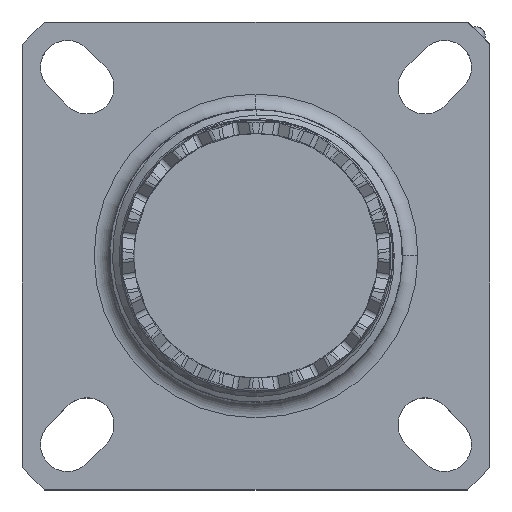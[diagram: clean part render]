
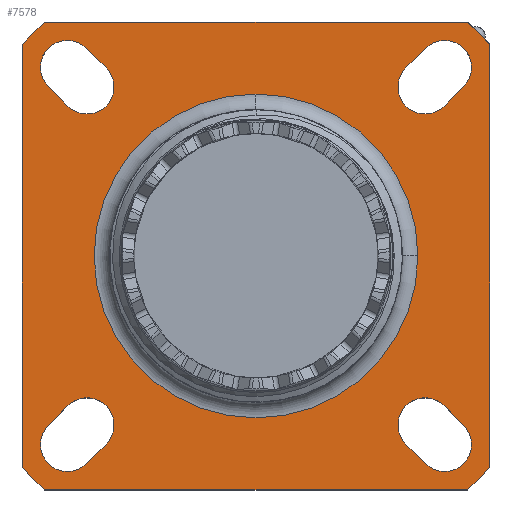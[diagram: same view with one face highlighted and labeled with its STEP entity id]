
A CAD part, top view. The second image highlights one B-rep face of the part: STEP entity #7578.
In plain terms, the highlighted planar face has unit normal (0, 0, 1).
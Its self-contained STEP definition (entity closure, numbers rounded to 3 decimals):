
#1059=CARTESIAN_POINT('',(0.,0.,3.545));
#1060=DIRECTION('',(0.,0.,1.));
#1061=DIRECTION('',(-0.67,0.742,0.));
#1062=AXIS2_PLACEMENT_3D('',#1059,#1060,#1061);
#1064=DIRECTION('',(-1.,0.,0.));
#1065=VECTOR('',#1064,25.799);
#1066=CARTESIAN_POINT('',(12.9,14.275,3.545));
#1067=LINE('',#1066,#1065);
#1068=CARTESIAN_POINT('',(0.,0.,3.545));
#1069=DIRECTION('',(0.,0.,1.));
#1070=DIRECTION('',(0.742,0.67,0.));
#1071=AXIS2_PLACEMENT_3D('',#1068,#1069,#1070);
#1073=DIRECTION('',(0.,1.,0.));
#1074=VECTOR('',#1073,25.799);
#1075=CARTESIAN_POINT('',(14.275,-12.9,3.545));
#1076=LINE('',#1075,#1074);
#1077=CARTESIAN_POINT('',(0.,0.,3.545));
#1078=DIRECTION('',(0.,0.,1.));
#1079=DIRECTION('',(0.67,-0.742,0.));
#1080=AXIS2_PLACEMENT_3D('',#1077,#1078,#1079);
#1082=DIRECTION('',(1.,0.,0.));
#1083=VECTOR('',#1082,25.799);
#1084=CARTESIAN_POINT('',(-12.9,-14.275,3.545));
#1085=LINE('',#1084,#1083);
#1086=CARTESIAN_POINT('',(0.,0.,3.545));
#1087=DIRECTION('',(0.,0.,1.));
#1088=DIRECTION('',(-0.742,-0.67,0.));
#1089=AXIS2_PLACEMENT_3D('',#1086,#1087,#1088);
#1091=DIRECTION('',(0.,-1.,0.));
#1092=VECTOR('',#1091,25.799);
#1093=CARTESIAN_POINT('',(-14.275,12.9,3.545));
#1094=LINE('',#1093,#1092);
#1095=CARTESIAN_POINT('',(11.505,-11.505,3.545));
#1096=DIRECTION('',(0.,0.,1.));
#1097=DIRECTION('',(-0.707,-0.707,0.));
#1098=AXIS2_PLACEMENT_3D('',#1095,#1096,#1097);
#1100=DIRECTION('',(-0.707,0.707,0.));
#1101=VECTOR('',#1100,1.69);
#1102=CARTESIAN_POINT('',(12.672,-10.338,3.545));
#1103=LINE('',#1102,#1101);
#1104=CARTESIAN_POINT('',(10.31,-10.31,3.545));
#1105=DIRECTION('',(0.,0.,1.));
#1106=DIRECTION('',(0.707,0.707,0.));
#1107=AXIS2_PLACEMENT_3D('',#1104,#1105,#1106);
#1109=DIRECTION('',(0.707,-0.707,0.));
#1110=VECTOR('',#1109,1.69);
#1111=CARTESIAN_POINT('',(9.143,-11.477,3.545));
#1112=LINE('',#1111,#1110);
#1113=CARTESIAN_POINT('',(11.505,11.505,3.545));
#1114=DIRECTION('',(0.,0.,1.));
#1115=DIRECTION('',(0.707,-0.707,0.));
#1116=AXIS2_PLACEMENT_3D('',#1113,#1114,#1115);
#1118=DIRECTION('',(-0.707,-0.707,0.));
#1119=VECTOR('',#1118,1.69);
#1120=CARTESIAN_POINT('',(10.338,12.672,3.545));
#1121=LINE('',#1120,#1119);
#1122=CARTESIAN_POINT('',(10.31,10.31,3.545));
#1123=DIRECTION('',(0.,0.,1.));
#1124=DIRECTION('',(-0.707,0.707,0.));
#1125=AXIS2_PLACEMENT_3D('',#1122,#1123,#1124);
#1127=DIRECTION('',(0.707,0.707,0.));
#1128=VECTOR('',#1127,1.69);
#1129=CARTESIAN_POINT('',(11.477,9.143,3.545));
#1130=LINE('',#1129,#1128);
#1131=CARTESIAN_POINT('',(-11.505,11.505,3.545));
#1132=DIRECTION('',(0.,0.,1.));
#1133=DIRECTION('',(0.707,0.707,0.));
#1134=AXIS2_PLACEMENT_3D('',#1131,#1132,#1133);
#1136=DIRECTION('',(0.707,-0.707,0.));
#1137=VECTOR('',#1136,1.69);
#1138=CARTESIAN_POINT('',(-12.672,10.338,3.545));
#1139=LINE('',#1138,#1137);
#1140=CARTESIAN_POINT('',(-10.31,10.31,3.545));
#1141=DIRECTION('',(0.,0.,1.));
#1142=DIRECTION('',(-0.707,-0.707,0.));
#1143=AXIS2_PLACEMENT_3D('',#1140,#1141,#1142);
#1145=DIRECTION('',(-0.707,0.707,0.));
#1146=VECTOR('',#1145,1.69);
#1147=CARTESIAN_POINT('',(-9.143,11.477,3.545));
#1148=LINE('',#1147,#1146);
#1149=CARTESIAN_POINT('',(-11.505,-11.505,3.545));
#1150=DIRECTION('',(0.,0.,1.));
#1151=DIRECTION('',(-0.707,0.707,0.));
#1152=AXIS2_PLACEMENT_3D('',#1149,#1150,#1151);
#1154=DIRECTION('',(0.707,0.707,0.));
#1155=VECTOR('',#1154,1.69);
#1156=CARTESIAN_POINT('',(-10.338,-12.672,3.545));
#1157=LINE('',#1156,#1155);
#1158=CARTESIAN_POINT('',(-10.31,-10.31,3.545));
#1159=DIRECTION('',(0.,0.,1.));
#1160=DIRECTION('',(0.707,-0.707,0.));
#1161=AXIS2_PLACEMENT_3D('',#1158,#1159,#1160);
#1163=DIRECTION('',(-0.707,-0.707,0.));
#1164=VECTOR('',#1163,1.69);
#1165=CARTESIAN_POINT('',(-11.477,-9.143,3.545));
#1166=LINE('',#1165,#1164);
#1167=CARTESIAN_POINT('',(0.,0.,3.545));
#1168=DIRECTION('',(0.,0.,-1.));
#1169=DIRECTION('',(0.,1.,0.));
#1170=AXIS2_PLACEMENT_3D('',#1167,#1168,#1169);
#1172=CARTESIAN_POINT('',(0.,0.,3.545));
#1173=DIRECTION('',(0.,0.,-1.));
#1174=DIRECTION('',(1.,0.,0.));
#1175=AXIS2_PLACEMENT_3D('',#1172,#1173,#1174);
#5700=CARTESIAN_POINT('',(-14.275,12.9,3.545));
#5701=CARTESIAN_POINT('',(-14.275,-12.9,3.545));
#5702=VERTEX_POINT('',#5700);
#5703=VERTEX_POINT('',#5701);
#5704=CARTESIAN_POINT('',(-12.9,-14.275,3.545));
#5705=CARTESIAN_POINT('',(12.9,-14.275,3.545));
#5706=VERTEX_POINT('',#5704);
#5707=VERTEX_POINT('',#5705);
#5708=CARTESIAN_POINT('',(14.275,-12.9,3.545));
#5709=CARTESIAN_POINT('',(14.275,12.9,3.545));
#5710=VERTEX_POINT('',#5708);
#5711=VERTEX_POINT('',#5709);
#5712=CARTESIAN_POINT('',(12.9,14.275,3.545));
#5713=CARTESIAN_POINT('',(-12.9,14.275,3.545));
#5714=VERTEX_POINT('',#5712);
#5715=VERTEX_POINT('',#5713);
#5748=CARTESIAN_POINT('',(10.338,-12.672,3.545));
#5749=CARTESIAN_POINT('',(12.672,-10.338,3.545));
#5750=VERTEX_POINT('',#5748);
#5751=VERTEX_POINT('',#5749);
#5752=CARTESIAN_POINT('',(11.477,-9.143,3.545));
#5753=VERTEX_POINT('',#5752);
#5754=CARTESIAN_POINT('',(9.143,-11.477,3.545));
#5755=VERTEX_POINT('',#5754);
#5756=CARTESIAN_POINT('',(12.672,10.338,3.545));
#5757=CARTESIAN_POINT('',(10.338,12.672,3.545));
#5758=VERTEX_POINT('',#5756);
#5759=VERTEX_POINT('',#5757);
#5760=CARTESIAN_POINT('',(9.143,11.477,3.545));
#5761=VERTEX_POINT('',#5760);
#5762=CARTESIAN_POINT('',(11.477,9.143,3.545));
#5763=VERTEX_POINT('',#5762);
#5764=CARTESIAN_POINT('',(-10.338,12.672,3.545));
#5765=CARTESIAN_POINT('',(-12.672,10.338,3.545));
#5766=VERTEX_POINT('',#5764);
#5767=VERTEX_POINT('',#5765);
#5768=CARTESIAN_POINT('',(-11.477,9.143,3.545));
#5769=VERTEX_POINT('',#5768);
#5770=CARTESIAN_POINT('',(-9.143,11.477,3.545));
#5771=VERTEX_POINT('',#5770);
#5772=CARTESIAN_POINT('',(-12.672,-10.338,3.545));
#5773=CARTESIAN_POINT('',(-10.338,-12.672,3.545));
#5774=VERTEX_POINT('',#5772);
#5775=VERTEX_POINT('',#5773);
#5776=CARTESIAN_POINT('',(-9.143,-11.477,3.545));
#5777=VERTEX_POINT('',#5776);
#5778=CARTESIAN_POINT('',(-11.477,-9.143,3.545));
#5779=VERTEX_POINT('',#5778);
#6262=CARTESIAN_POINT('',(0.,9.876,3.545));
#6263=CARTESIAN_POINT('',(9.876,0.,3.545));
#6264=VERTEX_POINT('',#6262);
#6265=VERTEX_POINT('',#6263);
#7517=CARTESIAN_POINT('',(0.,0.,3.545));
#7518=DIRECTION('',(0.,0.,1.));
#7519=DIRECTION('',(1.,0.,0.));
#7520=AXIS2_PLACEMENT_3D('',#7517,#7518,#7519);
#7521=PLANE('',#7520);
#7522=ORIENTED_EDGE('',*,*,#7407,.F.);
#7523=ORIENTED_EDGE('',*,*,#7422,.F.);
#7524=ORIENTED_EDGE('',*,*,#7436,.F.);
#7525=ORIENTED_EDGE('',*,*,#7456,.F.);
#7526=ORIENTED_EDGE('',*,*,#7470,.F.);
#7527=ORIENTED_EDGE('',*,*,#7484,.F.);
#7528=ORIENTED_EDGE('',*,*,#7498,.F.);
#7529=ORIENTED_EDGE('',*,*,#7511,.F.);
#7530=EDGE_LOOP('',(#7522,#7523,#7524,#7525,#7526,#7527,#7528,#7529));
#7531=FACE_OUTER_BOUND('',#7530,.F.);
#7533=ORIENTED_EDGE('',*,*,#7532,.T.);
#7535=ORIENTED_EDGE('',*,*,#7534,.T.);
#7537=ORIENTED_EDGE('',*,*,#7536,.T.);
#7539=ORIENTED_EDGE('',*,*,#7538,.T.);
#7540=EDGE_LOOP('',(#7533,#7535,#7537,#7539));
#7541=FACE_BOUND('',#7540,.F.);
#7543=ORIENTED_EDGE('',*,*,#7542,.T.);
#7545=ORIENTED_EDGE('',*,*,#7544,.T.);
#7547=ORIENTED_EDGE('',*,*,#7546,.T.);
#7549=ORIENTED_EDGE('',*,*,#7548,.T.);
#7550=EDGE_LOOP('',(#7543,#7545,#7547,#7549));
#7551=FACE_BOUND('',#7550,.F.);
#7553=ORIENTED_EDGE('',*,*,#7552,.T.);
#7555=ORIENTED_EDGE('',*,*,#7554,.T.);
#7557=ORIENTED_EDGE('',*,*,#7556,.T.);
#7559=ORIENTED_EDGE('',*,*,#7558,.T.);
#7560=EDGE_LOOP('',(#7553,#7555,#7557,#7559));
#7561=FACE_BOUND('',#7560,.F.);
#7563=ORIENTED_EDGE('',*,*,#7562,.T.);
#7565=ORIENTED_EDGE('',*,*,#7564,.T.);
#7567=ORIENTED_EDGE('',*,*,#7566,.T.);
#7569=ORIENTED_EDGE('',*,*,#7568,.T.);
#7570=EDGE_LOOP('',(#7563,#7565,#7567,#7569));
#7571=FACE_BOUND('',#7570,.F.);
#7573=ORIENTED_EDGE('',*,*,#7572,.F.);
#7575=ORIENTED_EDGE('',*,*,#7574,.F.);
#7576=EDGE_LOOP('',(#7573,#7575));
#7577=FACE_BOUND('',#7576,.F.);
#7578=ADVANCED_FACE('',(#7531,#7541,#7551,#7561,#7571,#7577),#7521,.T.);
#1063=CIRCLE('',#1062,19.24);
#1072=CIRCLE('',#1071,19.24);
#1081=CIRCLE('',#1080,19.24);
#1090=CIRCLE('',#1089,19.24);
#1099=CIRCLE('',#1098,1.65);
#1108=CIRCLE('',#1107,1.65);
#1117=CIRCLE('',#1116,1.65);
#1126=CIRCLE('',#1125,1.65);
#1135=CIRCLE('',#1134,1.65);
#1144=CIRCLE('',#1143,1.65);
#1153=CIRCLE('',#1152,1.65);
#1162=CIRCLE('',#1161,1.65);
#1171=CIRCLE('',#1170,9.876);
#1176=CIRCLE('',#1175,9.876);
#7407=EDGE_CURVE('',#5715,#5702,#1063,.T.);
#7422=EDGE_CURVE('',#5714,#5715,#1067,.T.);
#7436=EDGE_CURVE('',#5711,#5714,#1072,.T.);
#7456=EDGE_CURVE('',#5710,#5711,#1076,.T.);
#7470=EDGE_CURVE('',#5707,#5710,#1081,.T.);
#7484=EDGE_CURVE('',#5706,#5707,#1085,.T.);
#7498=EDGE_CURVE('',#5703,#5706,#1090,.T.);
#7511=EDGE_CURVE('',#5702,#5703,#1094,.T.);
#7532=EDGE_CURVE('',#5750,#5751,#1099,.T.);
#7534=EDGE_CURVE('',#5751,#5753,#1103,.T.);
#7536=EDGE_CURVE('',#5753,#5755,#1108,.T.);
#7538=EDGE_CURVE('',#5755,#5750,#1112,.T.);
#7542=EDGE_CURVE('',#5758,#5759,#1117,.T.);
#7544=EDGE_CURVE('',#5759,#5761,#1121,.T.);
#7546=EDGE_CURVE('',#5761,#5763,#1126,.T.);
#7548=EDGE_CURVE('',#5763,#5758,#1130,.T.);
#7552=EDGE_CURVE('',#5766,#5767,#1135,.T.);
#7554=EDGE_CURVE('',#5767,#5769,#1139,.T.);
#7556=EDGE_CURVE('',#5769,#5771,#1144,.T.);
#7558=EDGE_CURVE('',#5771,#5766,#1148,.T.);
#7562=EDGE_CURVE('',#5774,#5775,#1153,.T.);
#7564=EDGE_CURVE('',#5775,#5777,#1157,.T.);
#7566=EDGE_CURVE('',#5777,#5779,#1162,.T.);
#7568=EDGE_CURVE('',#5779,#5774,#1166,.T.);
#7572=EDGE_CURVE('',#6264,#6265,#1171,.T.);
#7574=EDGE_CURVE('',#6265,#6264,#1176,.T.);
